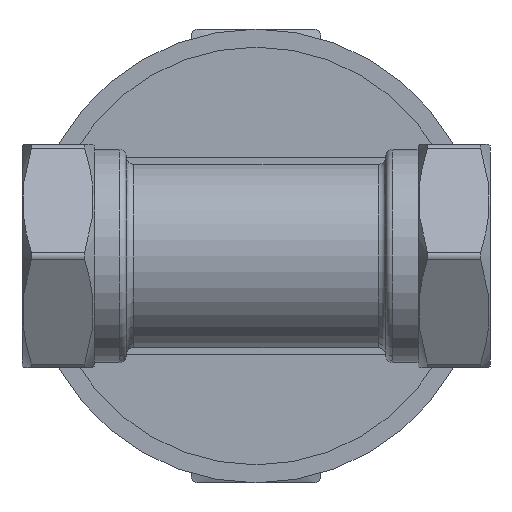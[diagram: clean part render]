
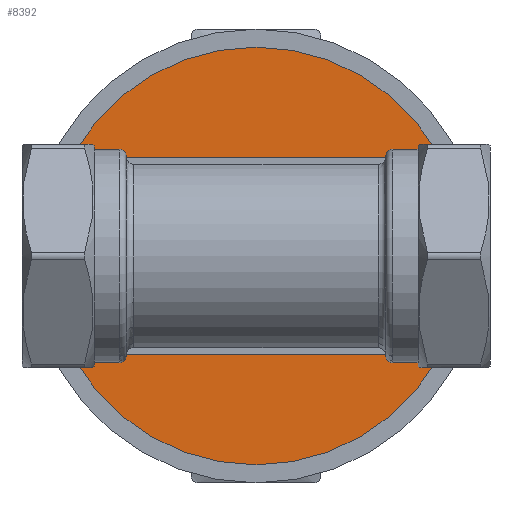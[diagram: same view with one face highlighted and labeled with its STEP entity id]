
A CAD part, front view. The second image highlights one B-rep face of the part: STEP entity #8392.
In plain terms, the highlighted planar face has unit normal (0, -1, 0).
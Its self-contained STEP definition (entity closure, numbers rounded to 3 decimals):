
#415=PLANE('',#9233);
#1287=FACE_OUTER_BOUND('',#1778,.T.);
#1778=EDGE_LOOP('',(#7459));
#3118=CIRCLE('',#9232,29.);
#3875=VERTEX_POINT('',#30610);
#5070=EDGE_CURVE('',#3875,#3875,#3118,.T.);
#7459=ORIENTED_EDGE('',*,*,#5070,.F.);
#8392=ADVANCED_FACE('',(#1287),#415,.F.);
#9232=AXIS2_PLACEMENT_3D('',#30612,#11222,#11223);
#9233=AXIS2_PLACEMENT_3D('',#30613,#11224,#11225);
#11222=DIRECTION('center_axis',(0.,1.,0.));
#11223=DIRECTION('ref_axis',(-1.,0.,0.));
#11224=DIRECTION('center_axis',(0.,1.,0.));
#11225=DIRECTION('ref_axis',(0.,0.,1.));
#30610=CARTESIAN_POINT('',(29.,0.,0.));
#30612=CARTESIAN_POINT('Origin',(0.,0.,0.));
#30613=CARTESIAN_POINT('Origin',(0.,0.,0.));
